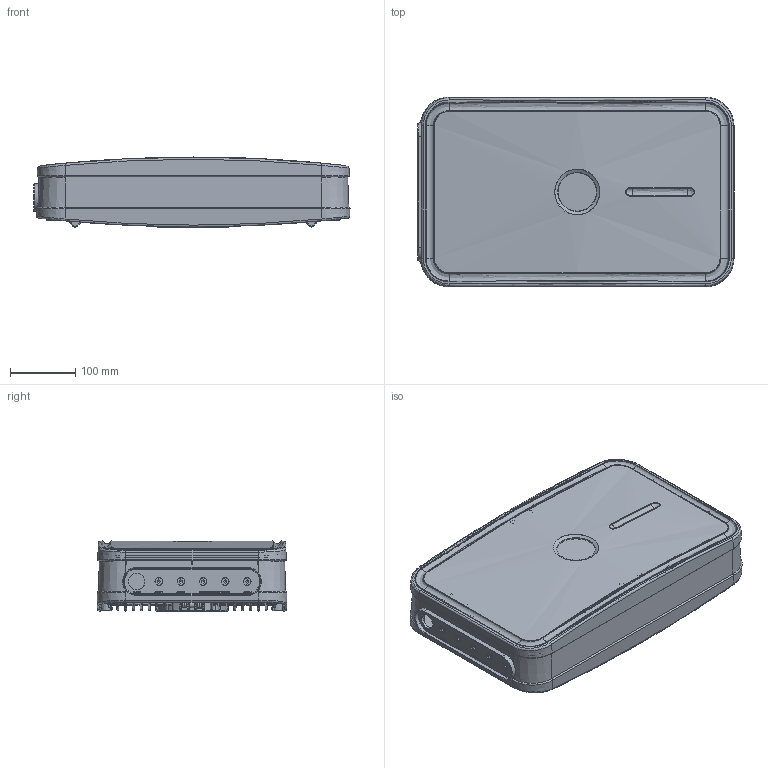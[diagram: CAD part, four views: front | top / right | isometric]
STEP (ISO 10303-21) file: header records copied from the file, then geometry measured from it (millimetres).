
FILE_DESCRIPTION(/* description */ ('WiBOX Extra Large RJ45 bez logo','CAx-IF Rec.Pracs.---Representation and Presentation of Product Manufacturing Information (PMI)---4.0---2014-10-13'),/* implementation_level */ '2;1');
FILE_NAME(/* name */ 'WiBOX Extra Large.stp',/* time_stamp */ '2020-04-28T15:22:58+02:00',/* author */ ('Admin'),/* organization */ ('Wireless Instruments'),/* preprocessor_version */ 'ST-DEVELOPER v18',/* originating_system */ 'Autodesk Inventor 2020',/* authorisation */ '');
FILE_SCHEMA (('AP242_MANAGED_MODEL_BASED_3D_ENGINEERING_MIM_LF { 1 0 10303 442 1 1 4 }'));
Products named in the file (9): WI-BOX-0261; WI-OBD-0265; WI-OBD-0141; 0,23*4; WI-OBD-0145; WI-OBD-0261; WI-OBD-0256; WI-OBD-0257; ISO 7046-1  - M4 x 40 - 4.8 - H
Assembly tree (20 placements, depth 2):
  WI-BOX-0261
    WI-OBD-0265
    WI-OBD-0141
    0,23*4  x6
    WI-OBD-0145
    WI-OBD-0261
    WI-OBD-0256  x3
    WI-OBD-0257
    ISO 7046-1  - M4 x 40 - 4.8 - H  x6
Bounding box: 486.1 x 292.19 x 107.7 mm (x, y, z)
Volume: 1540582.1 mm3; surface area: 1196791.1 mm2
Topology: 31 solids, 32 shells, 4722 faces, 12532 edges, 8080 vertices
Faces by surface type: plane 1808, cylinder 957, bspline 876, cone 710, torus 355, sphere 16
Full cylindrical faces by diameter (mm): 2.204 x85, 3.242 x14, 3.434 x55, 3.571 x6, 3.9 x14, 4 x12, 4.5 x6, 4.7 x1, 4.917 x8, 5 x9, 5.2 x24, 5.7 x18, 6.3 x12, 7.2 x24, 7.9 x2, 8 x16, 8.2 x6, 8.4 x6, 8.6 x8, 9.65 x2, 9.75 x3, 25 x1
Entity records: 264432 total; most frequent: CARTESIAN_POINT 160246, ORIENTED_EDGE 22852, DIRECTION 20495, EDGE_CURVE 11426, AXIS2_PLACEMENT_3D 7701, VERTEX_POINT 7368, LINE 5093, VECTOR 5093
